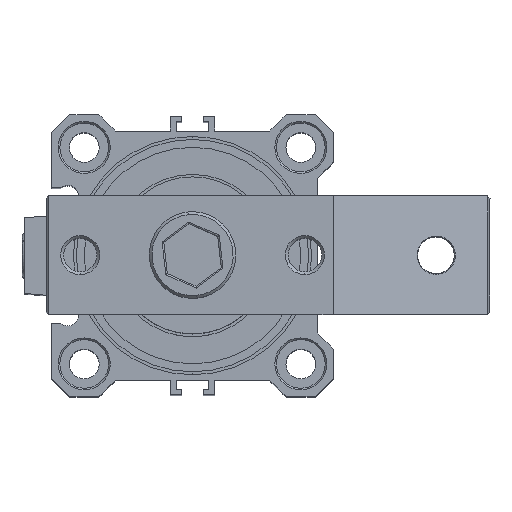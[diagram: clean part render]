
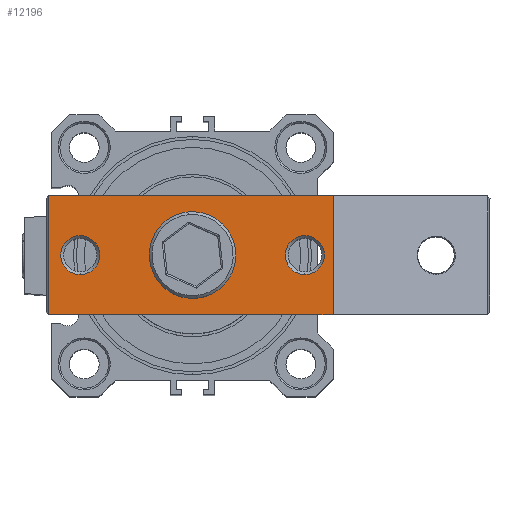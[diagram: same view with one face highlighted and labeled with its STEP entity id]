
A CAD part, top view. The second image highlights one B-rep face of the part: STEP entity #12196.
In plain terms, the highlighted face is planar.
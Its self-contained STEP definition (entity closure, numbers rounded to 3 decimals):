
#112 = AXIS2_PLACEMENT_3D ( 'NONE', #7882, #2032, #8869 ) ;
#216 = EDGE_LOOP ( 'NONE', ( #7511, #9428 ) ) ;
#386 = CIRCLE ( 'NONE', #462, 3.6 ) ;
#462 = AXIS2_PLACEMENT_3D ( 'NONE', #11722, #12165, #4918 ) ;
#687 = CIRCLE ( 'NONE', #12337, 5.75 ) ;
#856 = DIRECTION ( 'NONE',  ( 0., 0., 1. ) ) ;
#863 = VECTOR ( 'NONE', #5546, 1000. ) ;
#982 = ORIENTED_EDGE ( 'NONE', *, *, #9329, .F. ) ;
#1568 = CARTESIAN_POINT ( 'NONE',  ( 56.252, 108.154, 14.6 ) ) ;
#1675 = CARTESIAN_POINT ( 'NONE',  ( 104.052, 108.154, 0. ) ) ;
#1715 = EDGE_CURVE ( 'NONE', #9466, #6300, #3717, .T. ) ;
#1727 = EDGE_LOOP ( 'NONE', ( #11428, #4259, #3113, #8631 ) ) ;
#1895 = VERTEX_POINT ( 'NONE', #5612 ) ;
#2032 = DIRECTION ( 'NONE',  ( 0., -1., 0. ) ) ;
#2055 = EDGE_CURVE ( 'NONE', #6300, #9466, #386, .T. ) ;
#2175 = CIRCLE ( 'NONE', #7719, 3.6 ) ;
#2469 = LINE ( 'NONE', #12499, #9852 ) ;
#2551 = DIRECTION ( 'NONE',  ( 0., 1., 0. ) ) ;
#2767 = DIRECTION ( 'NONE',  ( 0., 1., 0. ) ) ;
#2863 = EDGE_CURVE ( 'NONE', #5780, #9069, #6968, .T. ) ;
#3061 = CARTESIAN_POINT ( 'NONE',  ( 103.552, 108.154, 22. ) ) ;
#3113 = ORIENTED_EDGE ( 'NONE', *, *, #10875, .F. ) ;
#3466 = LINE ( 'NONE', #5998, #10635 ) ;
#3644 = DIRECTION ( 'NONE',  ( 0., 1., 0. ) ) ;
#3717 = CIRCLE ( 'NONE', #12034, 3.6 ) ;
#3741 = CIRCLE ( 'NONE', #6605, 5.75 ) ;
#4249 = CARTESIAN_POINT ( 'NONE',  ( 56.252, 108.154, 11. ) ) ;
#4259 = ORIENTED_EDGE ( 'NONE', *, *, #2863, .T. ) ;
#4425 = EDGE_LOOP ( 'NONE', ( #982, #7707 ) ) ;
#4687 = CARTESIAN_POINT ( 'NONE',  ( 51.052, 108.154, 0. ) ) ;
#4761 = EDGE_CURVE ( 'NONE', #11270, #12239, #2469, .T. ) ;
#4918 = DIRECTION ( 'NONE',  ( 0., 0., 1. ) ) ;
#5546 = DIRECTION ( 'NONE',  ( 1., 0., 0. ) ) ;
#5612 = CARTESIAN_POINT ( 'NONE',  ( 97.752, 108.154, 14.6 ) ) ;
#5617 = CARTESIAN_POINT ( 'NONE',  ( 77.002, 108.154, 11. ) ) ;
#5780 = VERTEX_POINT ( 'NONE', #4687 ) ;
#5900 = PLANE ( 'NONE',  #112 ) ;
#5998 = CARTESIAN_POINT ( 'NONE',  ( 104.052, 108.154, 22. ) ) ;
#6226 = CARTESIAN_POINT ( 'NONE',  ( 103.552, 108.154, 0. ) ) ;
#6300 = VERTEX_POINT ( 'NONE', #1568 ) ;
#6603 = DIRECTION ( 'NONE',  ( 0., 0., 1. ) ) ;
#6605 = AXIS2_PLACEMENT_3D ( 'NONE', #5617, #12432, #6603 ) ;
#6968 = LINE ( 'NONE', #7863, #7274 ) ;
#7009 = VERTEX_POINT ( 'NONE', #8717 ) ;
#7274 = VECTOR ( 'NONE', #12168, 1000. ) ;
#7372 = DIRECTION ( 'NONE',  ( 0., 1., 0. ) ) ;
#7509 = CIRCLE ( 'NONE', #8752, 3.6 ) ;
#7511 = ORIENTED_EDGE ( 'NONE', *, *, #2055, .F. ) ;
#7707 = ORIENTED_EDGE ( 'NONE', *, *, #12549, .F. ) ;
#7719 = AXIS2_PLACEMENT_3D ( 'NONE', #9478, #3644, #10479 ) ;
#7863 = CARTESIAN_POINT ( 'NONE',  ( 51.052, 108.154, 22. ) ) ;
#7882 = CARTESIAN_POINT ( 'NONE',  ( 104.052, 108.154, 22. ) ) ;
#8028 = LINE ( 'NONE', #1675, #863 ) ;
#8069 = VERTEX_POINT ( 'NONE', #8162 ) ;
#8162 = CARTESIAN_POINT ( 'NONE',  ( 97.752, 108.154, 7.4 ) ) ;
#8399 = CARTESIAN_POINT ( 'NONE',  ( 77.002, 108.154, 11. ) ) ;
#8609 = CARTESIAN_POINT ( 'NONE',  ( 97.752, 108.154, 11. ) ) ;
#8631 = ORIENTED_EDGE ( 'NONE', *, *, #4761, .F. ) ;
#8717 = CARTESIAN_POINT ( 'NONE',  ( 77.002, 108.154, 5.25 ) ) ;
#8752 = AXIS2_PLACEMENT_3D ( 'NONE', #8609, #2767, #9584 ) ;
#8778 = EDGE_CURVE ( 'NONE', #9296, #7009, #3741, .T. ) ;
#8869 = DIRECTION ( 'NONE',  ( 0., 0., -1. ) ) ;
#9005 = CARTESIAN_POINT ( 'NONE',  ( 51.052, 108.154, 22. ) ) ;
#9069 = VERTEX_POINT ( 'NONE', #9005 ) ;
#9180 = ORIENTED_EDGE ( 'NONE', *, *, #8778, .F. ) ;
#9296 = VERTEX_POINT ( 'NONE', #11445 ) ;
#9329 = EDGE_CURVE ( 'NONE', #1895, #8069, #7509, .T. ) ;
#9372 = DIRECTION ( 'NONE',  ( 0., 0., 1. ) ) ;
#9428 = ORIENTED_EDGE ( 'NONE', *, *, #1715, .F. ) ;
#9466 = VERTEX_POINT ( 'NONE', #10778 ) ;
#9478 = CARTESIAN_POINT ( 'NONE',  ( 97.752, 108.154, 11. ) ) ;
#9584 = DIRECTION ( 'NONE',  ( 0., 0., 1. ) ) ;
#9792 = FACE_BOUND ( 'NONE', #216, .T. ) ;
#9852 = VECTOR ( 'NONE', #856, 1000. ) ;
#9888 = EDGE_CURVE ( 'NONE', #7009, #9296, #687, .T. ) ;
#10091 = DIRECTION ( 'NONE',  ( 0., 0., 1. ) ) ;
#10102 = FACE_BOUND ( 'NONE', #12198, .T. ) ;
#10479 = DIRECTION ( 'NONE',  ( 0., 0., 1. ) ) ;
#10597 = EDGE_CURVE ( 'NONE', #5780, #11270, #8028, .T. ) ;
#10635 = VECTOR ( 'NONE', #10960, 1000. ) ;
#10778 = CARTESIAN_POINT ( 'NONE',  ( 56.252, 108.154, 7.4 ) ) ;
#10875 = EDGE_CURVE ( 'NONE', #12239, #9069, #3466, .T. ) ;
#10960 = DIRECTION ( 'NONE',  ( -1., 0., 0. ) ) ;
#11022 = FACE_OUTER_BOUND ( 'NONE', #1727, .T. ) ;
#11270 = VERTEX_POINT ( 'NONE', #6226 ) ;
#11428 = ORIENTED_EDGE ( 'NONE', *, *, #10597, .F. ) ;
#11445 = CARTESIAN_POINT ( 'NONE',  ( 77.002, 108.154, 16.75 ) ) ;
#11722 = CARTESIAN_POINT ( 'NONE',  ( 56.252, 108.154, 11. ) ) ;
#11731 = ORIENTED_EDGE ( 'NONE', *, *, #9888, .F. ) ;
#11764 = FACE_BOUND ( 'NONE', #4425, .T. ) ;
#12034 = AXIS2_PLACEMENT_3D ( 'NONE', #4249, #7372, #10091 ) ;
#12165 = DIRECTION ( 'NONE',  ( 0., 1., 0. ) ) ;
#12168 = DIRECTION ( 'NONE',  ( 0., 0., 1. ) ) ;
#12196 = ADVANCED_FACE ( 'NONE', ( #11764, #9792, #10102, #11022 ), #5900, .F. ) ;
#12198 = EDGE_LOOP ( 'NONE', ( #9180, #11731 ) ) ;
#12239 = VERTEX_POINT ( 'NONE', #3061 ) ;
#12337 = AXIS2_PLACEMENT_3D ( 'NONE', #8399, #2551, #9372 ) ;
#12432 = DIRECTION ( 'NONE',  ( 0., 1., 0. ) ) ;
#12499 = CARTESIAN_POINT ( 'NONE',  ( 103.552, 108.154, 22. ) ) ;
#12549 = EDGE_CURVE ( 'NONE', #8069, #1895, #2175, .T. ) ;
